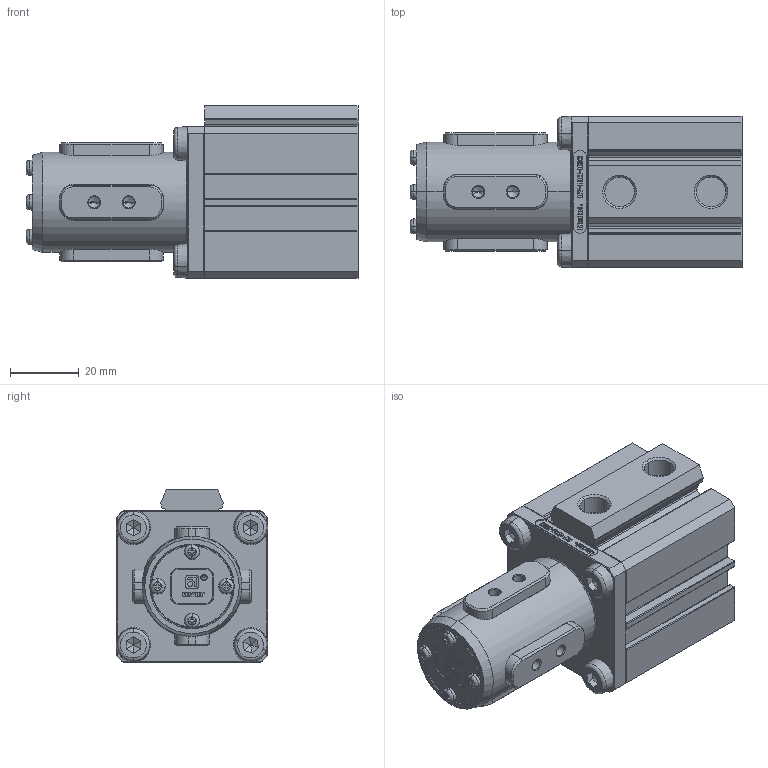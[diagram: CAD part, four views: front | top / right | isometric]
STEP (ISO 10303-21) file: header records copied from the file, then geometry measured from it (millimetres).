
FILE_DESCRIPTION (( 'STEP AP203' ), '1' );
FILE_NAME ('DY-HDJ-D30杅耀.STEP', '2025-10-30T06:16:06', ( 'User' ), ( 'Microsoft' ), 'SwSTEP 2.0', 'SolidWorks 2015', '' );
FILE_SCHEMA (( 'CONFIG_CONTROL_DESIGN' ));
Length unit declared in the file: millimetre
Products named in the file (9): hex lobular socket head cap screws-8.8 gb_GB_HEXAGON_TYPE22 M6X35-N; cross recessed cheese head screws gb_GB_CROSS_SCREWS_TYPE2 M2.5X6-6  H type-N; 10X12LOGO-懦伎; DY-HDJ-D30倰瘍; SDA-32x2020_b; DY-HDJ-D30杅耀; FY-HDJ-D30褲极-賑寢; FY-HDJ-D30賑輸-賑寢; FY-HDJ-D30傷裔
Assembly tree (17 placements, depth 2):
  DY-HDJ-D30杅耀
    FY-HDJ-D30褲极-賑寢
    FY-HDJ-D30賑輸-賑寢  x4
    FY-HDJ-D30傷裔
    hex lobular socket head cap screws-8.8 gb_GB_HEXAGON_TYPE22 M6X35-N  x4
    cross recessed cheese head screws gb_GB_CROSS_SCREWS_TYPE2 M2.5X6-6  H type-N  x4
    10X12LOGO-懦伎
    DY-HDJ-D30倰瘍
    SDA-32x2020_b
Bounding box: 96.3 x 44 x 50 mm (x, y, z)
Volume: 103399.2 mm3; surface area: 46729.6 mm2
Topology: 17 solids, 17 shells, 1329 faces, 3284 edges, 2077 vertices
Faces by surface type: plane 683, cylinder 262, cone 202, bspline 156, torus 26
Entity records: 47036 total; most frequent: CARTESIAN_POINT 20749, ORIENTED_EDGE 5392, DIRECTION 4761, EDGE_CURVE 2696, LINE 1753, VECTOR 1753, VERTEX_POINT 1732, AXIS2_PLACEMENT_3D 1504
